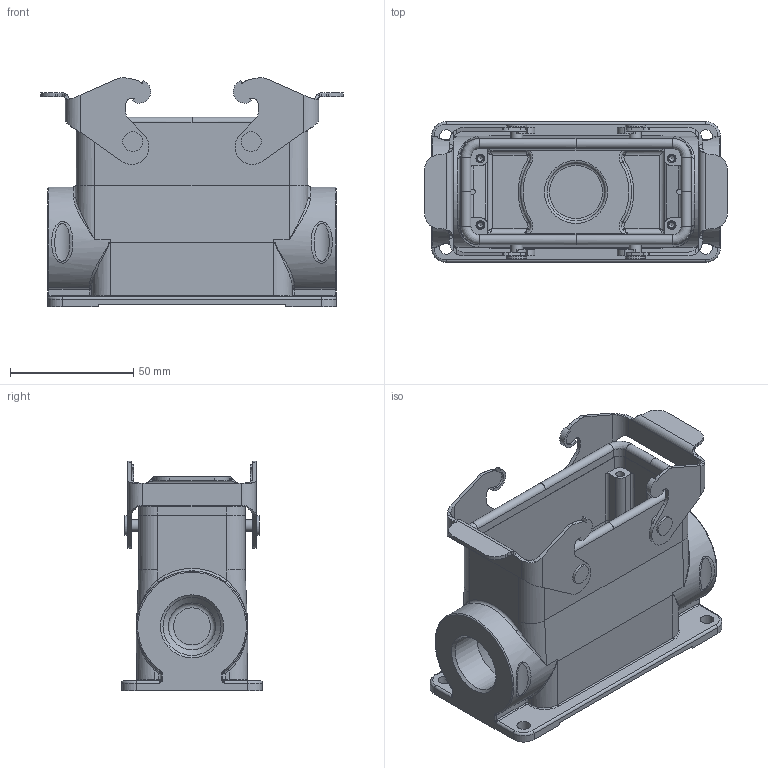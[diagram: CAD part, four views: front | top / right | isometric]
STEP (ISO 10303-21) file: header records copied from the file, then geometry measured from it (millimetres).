
FILE_DESCRIPTION(/* description */ (''),/* implementation_level */ '2;1');
FILE_NAME(/* name */ 'c3d_c146 10n016 500 2.stp',/* time_stamp */ '2018-05-22T14:04:30+02:00',/* author */ (''),/* organization */ (''),/* preprocessor_version */ 'ST-DEVELOPER v16',/* originating_system */ 'SIEMENS PLM Software NX 11.0',/* authorisation */ '');
FILE_SCHEMA (('AP203_CONFIGURATION_CONTROLLED_3D_DESIGN_OF_MECHANICAL_PARTS_AND_ASSEMBLIES_MIM_LF { 1 0 10303 403 2 1 2}'));
Length unit declared in the file: millimetre
Products named in the file (1): c146 10n016 500 2nxm001-03
Bounding box: 122.6 x 57 x 92.79 mm (x, y, z)
Volume: 141196.4 mm3; surface area: 65588.8 mm2
Topology: 1 solids, 1 shells, 559 faces, 1398 edges, 865 vertices
Faces by surface type: plane 205, cylinder 205, bspline 70, torus 51, cone 12, extrusion 8, sphere 4, revolution 4
Full cylindrical faces by diameter (mm): 2.256 x4, 2.7 x4, 3.5 x4, 4.8 x8, 5.5 x4, 6 x2, 8 x4, 19 x1, 23.5 x2, 26 x1, 30.5 x1
Entity records: 20165 total; most frequent: CARTESIAN_POINT 6769, ORIENTED_EDGE 2604, DIRECTION 2408, EDGE_CURVE 1302, AXIS2_PLACEMENT_3D 935, VERTEX_POINT 838, EDGE_LOOP 662, ADVANCED_FACE 559
